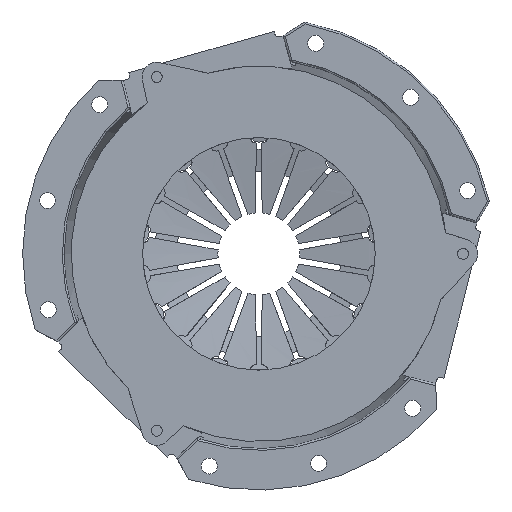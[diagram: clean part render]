
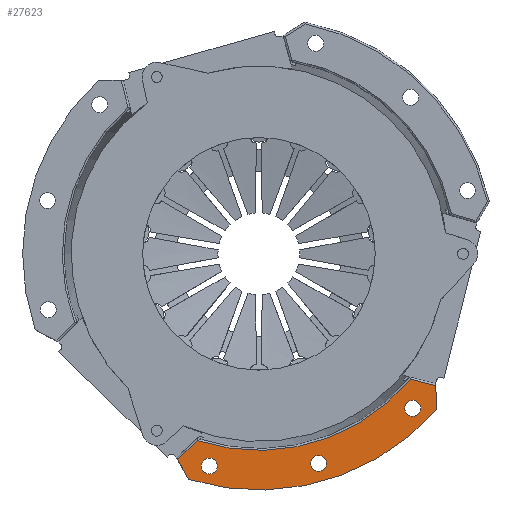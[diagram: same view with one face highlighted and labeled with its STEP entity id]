
A CAD part, left-side view. The second image highlights one B-rep face of the part: STEP entity #27623.
In plain terms, the highlighted planar face has unit normal (-1, 0, 0).
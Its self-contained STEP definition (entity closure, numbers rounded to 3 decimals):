
#26263 = VERTEX_POINT('',#26264);
#26264 = CARTESIAN_POINT('',(0.,-96.541,
    -71.972));
#26273 = EDGE_CURVE('',#26263,#26274,#26276,.T.);
#26274 = VERTEX_POINT('',#26275);
#26275 = CARTESIAN_POINT('',(0.,-97.055,
    -84.978));
#26276 = LINE('',#26277,#26278);
#26277 = CARTESIAN_POINT('',(0.,-96.541,
    -71.972));
#26278 = VECTOR('',#26279,1.);
#26279 = DIRECTION('',(0.,-0.04,
    -0.999));
#26485 = VERTEX_POINT('',#26486);
#26486 = CARTESIAN_POINT('',(0.,44.368,
    -112.401));
#26522 = VERTEX_POINT('',#26523);
#26523 = CARTESIAN_POINT('',(0.,38.339,
    -123.171));
#26529 = EDGE_CURVE('',#26522,#26485,#26530,.T.);
#26530 = LINE('',#26531,#26532);
#26531 = CARTESIAN_POINT('',(0.,38.339,
    -123.171));
#26532 = VECTOR('',#26533,1.);
#26533 = DIRECTION('',(0.,0.488,0.873));
#27568 = EDGE_CURVE('',#27569,#26263,#27571,.T.);
#27569 = VERTEX_POINT('',#27570);
#27570 = CARTESIAN_POINT('',(0.,-82.689,
    -68.455));
#27571 = LINE('',#27572,#27573);
#27572 = CARTESIAN_POINT('',(0.,-82.689,
    -68.455));
#27573 = VECTOR('',#27574,1.);
#27574 = DIRECTION('',(0.,-0.969,-0.246));
#27623 = ADVANCED_FACE('',(#27624,#27651,#27662,#27673),#27684,.T.);
#27624 = FACE_BOUND('',#27625,.T.);
#27625 = EDGE_LOOP('',(#27626,#27627,#27636,#27642,#27643,#27650));
#27626 = ORIENTED_EDGE('',*,*,#27568,.F.);
#27627 = ORIENTED_EDGE('',*,*,#27628,.F.);
#27628 = EDGE_CURVE('',#27629,#27569,#27631,.T.);
#27629 = VERTEX_POINT('',#27630);
#27630 = CARTESIAN_POINT('',(0.,33.584,
    -101.959));
#27631 = CIRCLE('',#27632,107.348);
#27632 = AXIS2_PLACEMENT_3D('',#27633,#27634,#27635);
#27633 = CARTESIAN_POINT('',(0.,0.,0.));
#27634 = DIRECTION('',(-1.,0.,0.));
#27635 = DIRECTION('',(0.,0.313,-0.95));
#27636 = ORIENTED_EDGE('',*,*,#27637,.F.);
#27637 = EDGE_CURVE('',#26485,#27629,#27638,.T.);
#27638 = LINE('',#27639,#27640);
#27639 = CARTESIAN_POINT('',(0.,44.368,
    -112.401));
#27640 = VECTOR('',#27641,1.);
#27641 = DIRECTION('',(0.,-0.718,0.696));
#27642 = ORIENTED_EDGE('',*,*,#26529,.F.);
#27643 = ORIENTED_EDGE('',*,*,#27644,.T.);
#27644 = EDGE_CURVE('',#26522,#26274,#27645,.T.);
#27645 = CIRCLE('',#27646,129.);
#27646 = AXIS2_PLACEMENT_3D('',#27647,#27648,#27649);
#27647 = CARTESIAN_POINT('',(0.,0.,0.));
#27648 = DIRECTION('',(-1.,0.,0.));
#27649 = DIRECTION('',(0.,0.297,-0.955));
#27650 = ORIENTED_EDGE('',*,*,#26273,.F.);
#27651 = FACE_BOUND('',#27652,.T.);
#27652 = EDGE_LOOP('',(#27653));
#27653 = ORIENTED_EDGE('',*,*,#27654,.F.);
#27654 = EDGE_CURVE('',#27655,#27655,#27657,.T.);
#27655 = VERTEX_POINT('',#27656);
#27656 = CARTESIAN_POINT('',(0.,-32.555,-110.11));
#27657 = CIRCLE('',#27658,4.35);
#27658 = AXIS2_PLACEMENT_3D('',#27659,#27660,#27661);
#27659 = CARTESIAN_POINT('',(0.,-32.555,
    -114.46));
#27660 = DIRECTION('',(-1.,0.,0.));
#27661 = DIRECTION('',(0.,0.,1.));
#27662 = FACE_BOUND('',#27663,.T.);
#27663 = EDGE_LOOP('',(#27664));
#27664 = ORIENTED_EDGE('',*,*,#27665,.F.);
#27665 = EDGE_CURVE('',#27666,#27666,#27668,.T.);
#27666 = VERTEX_POINT('',#27667);
#27667 = CARTESIAN_POINT('',(0.,27.027,-111.54));
#27668 = CIRCLE('',#27669,4.35);
#27669 = AXIS2_PLACEMENT_3D('',#27670,#27671,#27672);
#27670 = CARTESIAN_POINT('',(0.,27.027,
    -115.89));
#27671 = DIRECTION('',(-1.,0.,0.));
#27672 = DIRECTION('',(0.,0.,1.));
#27673 = FACE_BOUND('',#27674,.T.);
#27674 = EDGE_LOOP('',(#27675));
#27675 = ORIENTED_EDGE('',*,*,#27676,.F.);
#27676 = EDGE_CURVE('',#27677,#27677,#27679,.T.);
#27677 = VERTEX_POINT('',#27678);
#27678 = CARTESIAN_POINT('',(0.,-83.972,-79.969));
#27679 = CIRCLE('',#27680,4.35);
#27680 = AXIS2_PLACEMENT_3D('',#27681,#27682,#27683);
#27681 = CARTESIAN_POINT('',(0.,-83.972,
    -84.319));
#27682 = DIRECTION('',(-1.,0.,0.));
#27683 = DIRECTION('',(0.,0.,1.));
#27684 = PLANE('',#27685);
#27685 = AXIS2_PLACEMENT_3D('',#27686,#27687,#27688);
#27686 = CARTESIAN_POINT('',(0.,0.,0.));
#27687 = DIRECTION('',(-1.,0.,0.));
#27688 = DIRECTION('',(0.,1.,0.));
